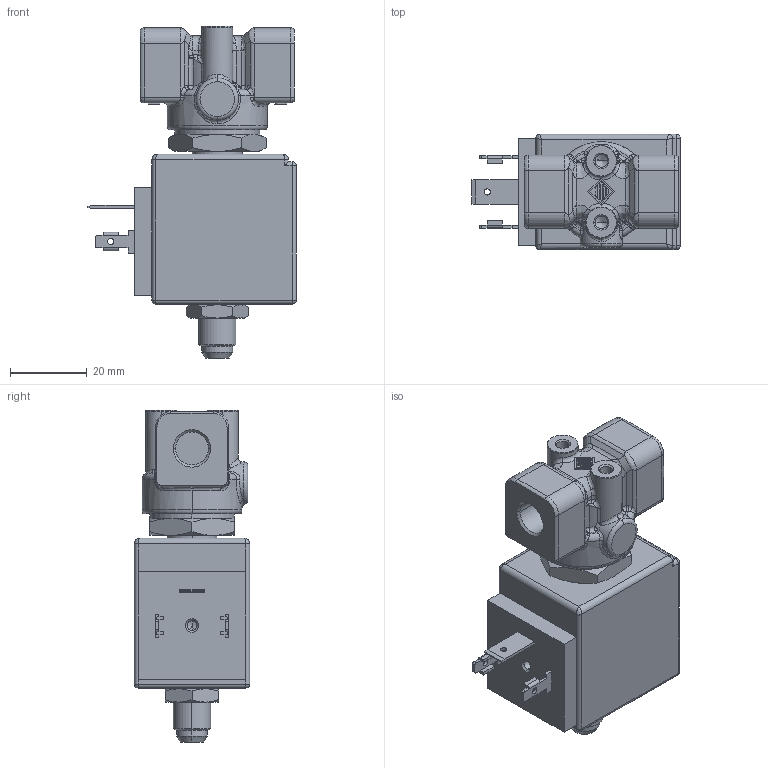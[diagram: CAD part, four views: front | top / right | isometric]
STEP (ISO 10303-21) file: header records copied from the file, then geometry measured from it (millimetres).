
FILE_DESCRIPTION((''),'2;1');
FILE_NAME('31A3AR10_BDA_INGOMBRO_ASM','2009-07-13T',('romeri'),('O.D.E.'),'PRO/ENGINEER BY PARAMETRIC TECHNOLOGY CORPORATION, 2005450','PRO/ENGINEER BY PARAMETRIC TECHNOLOGY CORPORATION, 2005450','');
FILE_SCHEMA(('CONFIG_CONTROL_DESIGN'));
Length unit declared in the file: millimetre
Products named in the file (6): 4500A3_INGOMBRO; 450944_INGOMBRO; BOBINA_8_W_INGOMBRO; 450145; 450146; 31A3AR10_BDA_INGOMBRO_ASM
Assembly tree (5 placements, depth 2):
  31A3AR10_BDA_INGOMBRO_ASM
    4500A3_INGOMBRO
    450944_INGOMBRO
    BOBINA_8_W_INGOMBRO
    450145
    450146
Bounding box: 54.15 x 30 x 86.33 mm (x, y, z)
Volume: 58875.6 mm3; surface area: 24778 mm2
Topology: 5 solids, 11 shells, 600 faces, 1385 edges, 825 vertices
Faces by surface type: plane 248, cylinder 157, bspline 84, cone 59, torus 28, sphere 24
Entity records: 28158 total; most frequent: CARTESIAN_POINT 7730, ORIENTED_EDGE 2752, DIRECTION 2557, PRESENTATION_STYLE_ASSIGNMENT 1717, EDGE_CURVE 1377, STYLED_ITEM 1319, CURVE_STYLE 1255, AXIS2_PLACEMENT_3D 928
